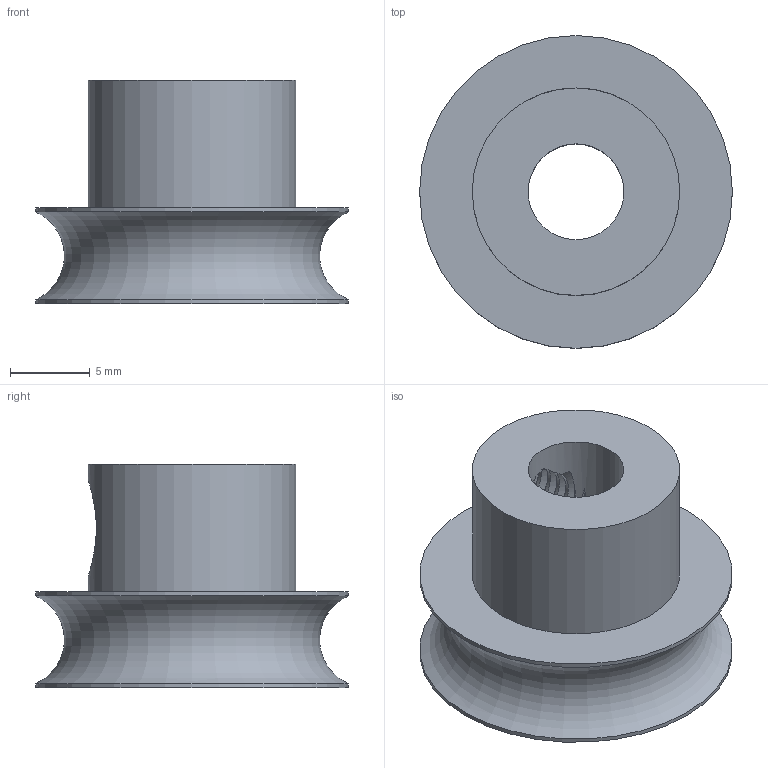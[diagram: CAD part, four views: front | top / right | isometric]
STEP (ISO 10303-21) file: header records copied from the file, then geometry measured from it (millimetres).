
FILE_DESCRIPTION( ( '' ), ' ' );
FILE_NAME( '5a5972142911760eedb7875b.step', '2018-01-13T02:42:28', ( '' ), ( '' ), ' ', ' ', ' ' );
FILE_SCHEMA( ( 'AUTOMOTIVE_DESIGN { 1 0 10303 214 1 1 1 1 }' ) );
Length unit declared in the file: metre
Products named in the file (1): 3401-0006-0016
Bounding box: 19.6 x 19.6 x 14 mm (x, y, z)
Volume: 2009.2 mm3; surface area: 1588.6 mm2
Topology: 1 solids, 1 shells, 23 faces, 92 edges, 73 vertices
Faces by surface type: cylinder 11, bspline 7, plane 3, cone 1, torus 1
Full cylindrical faces by diameter (mm): 6 x1, 13 x1, 19.602 x2
Entity records: 1828 total; most frequent: CARTESIAN_POINT 1049, ORIENTED_EDGE 172, EDGE_CURVE 86, VERTEX_POINT 73, DIRECTION 60, EDGE_LOOP 35, B_SPLINE_CURVE_WITH_KNOTS 32, AXIS2_PLACEMENT_3D 30
